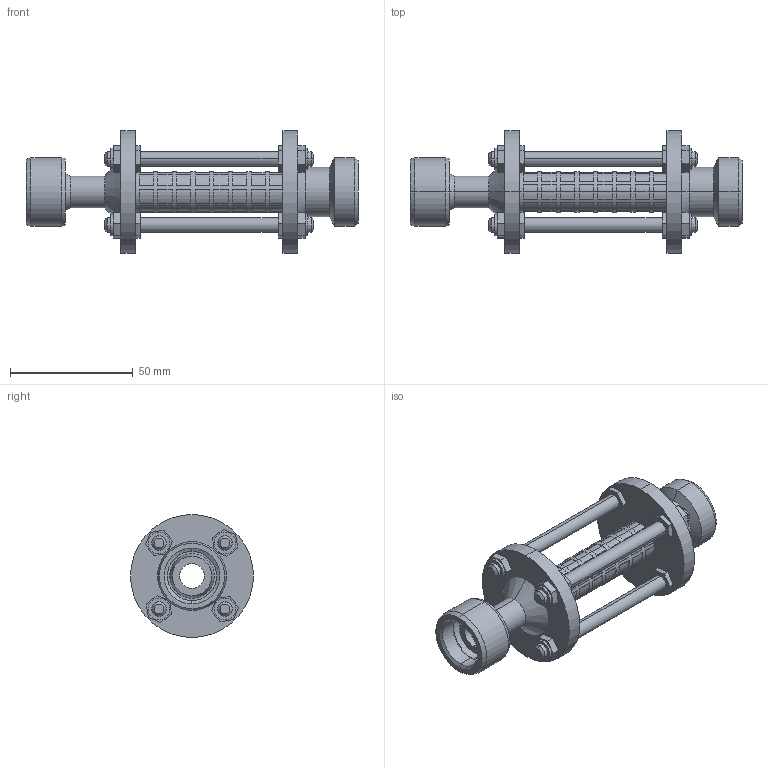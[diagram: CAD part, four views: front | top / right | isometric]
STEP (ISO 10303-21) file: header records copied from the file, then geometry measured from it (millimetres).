
FILE_DESCRIPTION (( 'STEP AP203' ), '1' );
FILE_NAME ('3D_M-7008_DN10_174601095.STEP', '2024-10-04T12:01:37', ( '' ), ( '' ), 'SwSTEP 2.0', 'SolidWorks 2024', '' );
FILE_SCHEMA (( 'CONFIG_CONTROL_DESIGN' ));
Length unit declared in the file: millimetre
Products named in the file (1): 3D_M-7008_DN10_174601095
Bounding box: 135 x 50 x 50 mm (x, y, z)
Volume: 55009.2 mm3; surface area: 33926.5 mm2
Topology: 9 solids, 9 shells, 517 faces, 1374 edges, 902 vertices
Faces by surface type: plane 379, cylinder 98, cone 40
Entity records: 16447 total; most frequent: DIRECTION 2896, CARTESIAN_POINT 2794, ORIENTED_EDGE 2748, EDGE_CURVE 1374, AXIS2_PLACEMENT_3D 1004, VERTEX_POINT 902, VECTOR 888, LINE 888
